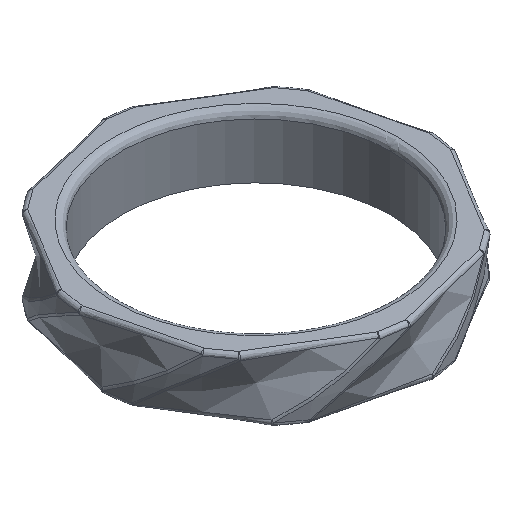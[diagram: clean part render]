
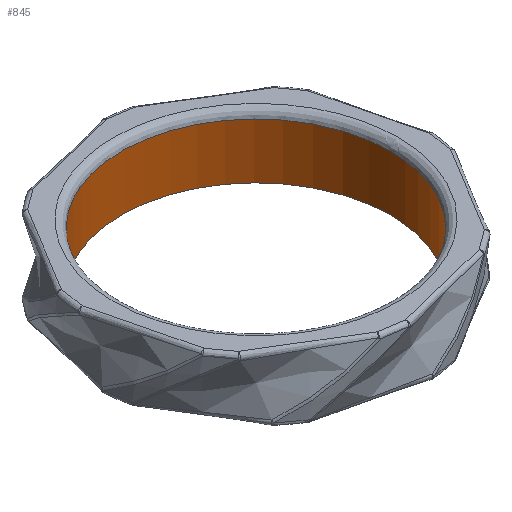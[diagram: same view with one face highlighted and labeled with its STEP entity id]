
A CAD part, isometric view. The second image highlights one B-rep face of the part: STEP entity #845.
In plain terms, the highlighted free-form (B-spline) face has degree [2, 1] with [9, 2] control points.
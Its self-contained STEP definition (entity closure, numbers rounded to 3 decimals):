
#773 = EDGE_CURVE('',#774,#774,#776,.T.);
#774 = VERTEX_POINT('',#775);
#775 = CARTESIAN_POINT('',(8.245,0.,-1.94));
#776 = ( BOUNDED_CURVE() B_SPLINE_CURVE(2,(#777,#778,#779,#780,#781,#782
,#783),.UNSPECIFIED.,.T.,.F.) B_SPLINE_CURVE_WITH_KNOTS((1,2,2,2,2,1),(
    -2.094,0.,2.094,4.189,6.283,
8.378),.UNSPECIFIED.) CURVE() GEOMETRIC_REPRESENTATION_ITEM() 
RATIONAL_B_SPLINE_CURVE((1.,0.5,1.,0.5,1.,0.5,1.)) REPRESENTATION_ITEM(
  '') );
#777 = CARTESIAN_POINT('',(8.245,0.,-1.94));
#778 = CARTESIAN_POINT('',(8.245,14.28,-1.94
    ));
#779 = CARTESIAN_POINT('',(-4.122,7.14,-1.94
    ));
#780 = CARTESIAN_POINT('',(-16.489,0.,
    -1.94));
#781 = CARTESIAN_POINT('',(-4.122,-7.14,
    -1.94));
#782 = CARTESIAN_POINT('',(8.245,-14.28,-1.94
    ));
#783 = CARTESIAN_POINT('',(8.245,0.,-1.94));
#845 = ADVANCED_FACE('',(#846),#867,.F.);
#846 = FACE_BOUND('',#847,.F.);
#847 = EDGE_LOOP('',(#848,#860,#865,#866));
#848 = ORIENTED_EDGE('',*,*,#849,.F.);
#849 = EDGE_CURVE('',#850,#850,#852,.T.);
#850 = VERTEX_POINT('',#851);
#851 = CARTESIAN_POINT('',(8.245,0.,1.455));
#852 = ( BOUNDED_CURVE() B_SPLINE_CURVE(2,(#853,#854,#855,#856,#857,#858
,#859),.UNSPECIFIED.,.T.,.F.) B_SPLINE_CURVE_WITH_KNOTS((1,2,2,2,2,1),(
    -2.094,0.,2.094,4.189,6.283,
8.378),.UNSPECIFIED.) CURVE() GEOMETRIC_REPRESENTATION_ITEM() 
RATIONAL_B_SPLINE_CURVE((1.,0.5,1.,0.5,1.,0.5,1.)) REPRESENTATION_ITEM(
  '') );
#853 = CARTESIAN_POINT('',(8.245,0.,1.455));
#854 = CARTESIAN_POINT('',(8.245,14.28,1.455)
  );
#855 = CARTESIAN_POINT('',(-4.122,7.14,1.455)
  );
#856 = CARTESIAN_POINT('',(-16.489,0.,
    1.455));
#857 = CARTESIAN_POINT('',(-4.122,-7.14,1.455
    ));
#858 = CARTESIAN_POINT('',(8.245,-14.28,1.455)
  );
#859 = CARTESIAN_POINT('',(8.245,0.,1.455));
#860 = ORIENTED_EDGE('',*,*,#861,.T.);
#861 = EDGE_CURVE('',#850,#774,#862,.T.);
#862 = B_SPLINE_CURVE_WITH_KNOTS('',1,(#863,#864),.UNSPECIFIED.,.F.,.F.,
  (2,2),(0.5,4.),.PIECEWISE_BEZIER_KNOTS.);
#863 = CARTESIAN_POINT('',(8.245,0.,
    1.455));
#864 = CARTESIAN_POINT('',(8.245,0.,
    -1.94));
#865 = ORIENTED_EDGE('',*,*,#773,.T.);
#866 = ORIENTED_EDGE('',*,*,#861,.F.);
#867 = ( BOUNDED_SURFACE() B_SPLINE_SURFACE(2,1,(
    (#868,#869)
    ,(#870,#871)
    ,(#872,#873)
    ,(#874,#875)
    ,(#876,#877)
    ,(#878,#879)
    ,(#880,#881)
    ,(#882,#883)
,(#884,#885
    )),.UNSPECIFIED.,.T.,.F.,.F.) B_SPLINE_SURFACE_WITH_KNOTS((3,2,2,2,3
    ),(2,2),(3.142,4.189,6.283,8.378,
    9.425),(0.5,4.),.UNSPECIFIED.) 
GEOMETRIC_REPRESENTATION_ITEM() RATIONAL_B_SPLINE_SURFACE((
    (0.75,0.75)
    ,(0.75,0.75)
    ,(1.,1.)
    ,(0.5,0.5)
    ,(1.,1.)
    ,(0.5,0.5)
    ,(1.,1.)
    ,(0.75,0.75)
,(0.75,0.75))) REPRESENTATION_ITEM('') SURFACE() );
#868 = CARTESIAN_POINT('',(8.245,0.,
    1.455));
#869 = CARTESIAN_POINT('',(8.245,0.,
    -1.94));
#870 = CARTESIAN_POINT('',(8.245,-4.76,1.455)
  );
#871 = CARTESIAN_POINT('',(8.245,-4.76,-1.94
    ));
#872 = CARTESIAN_POINT('',(4.122,-7.14,1.455)
  );
#873 = CARTESIAN_POINT('',(4.122,-7.14,-1.94
    ));
#874 = CARTESIAN_POINT('',(-8.245,-14.28,1.455
    ));
#875 = CARTESIAN_POINT('',(-8.245,-14.28,
    -1.94));
#876 = CARTESIAN_POINT('',(-8.245,0.,1.455));
#877 = CARTESIAN_POINT('',(-8.245,0.,-1.94));
#878 = CARTESIAN_POINT('',(-8.245,14.28,1.455
    ));
#879 = CARTESIAN_POINT('',(-8.245,14.28,
    -1.94));
#880 = CARTESIAN_POINT('',(4.122,7.14,1.455)
  );
#881 = CARTESIAN_POINT('',(4.122,7.14,-1.94)
  );
#882 = CARTESIAN_POINT('',(8.245,4.76,1.455)
  );
#883 = CARTESIAN_POINT('',(8.245,4.76,-1.94)
  );
#884 = CARTESIAN_POINT('',(8.245,0.,
    1.455));
#885 = CARTESIAN_POINT('',(8.245,0.,
    -1.94));
